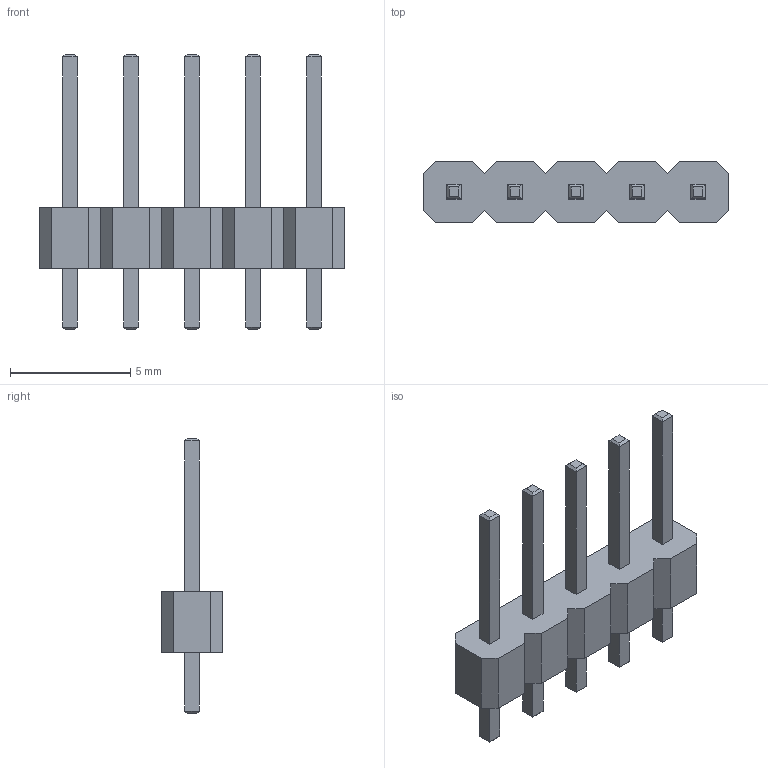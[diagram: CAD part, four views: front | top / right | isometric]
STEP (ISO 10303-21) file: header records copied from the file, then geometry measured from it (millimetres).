
FILE_DESCRIPTION (( 'STEP AP214' ), '1' );
FILE_NAME ('PLS-5.STEP', '2019-11-21T11:43:58', ( 'Elessar' ), ( '' ), 'SwSTEP 2.0', 'SolidWorks 2018', '' );
FILE_SCHEMA (( 'AUTOMOTIVE_DESIGN' ));
Length unit declared in the file: millimetre
Products named in the file (1): PLS-5
Bounding box: 12.7 x 2.54 x 11.44 mm (x, y, z)
Volume: 91.5 mm3; surface area: 247.6 mm2
Topology: 1 solids, 1 shells, 124 faces, 296 edges, 184 vertices
Faces by surface type: plane 124
Entity records: 4847 total; most frequent: CARTESIAN_POINT 605, ORIENTED_EDGE 592, DIRECTION 546, VECTOR 296, EDGE_CURVE 296, LINE 296, VERTEX_POINT 184, EDGE_LOOP 134
